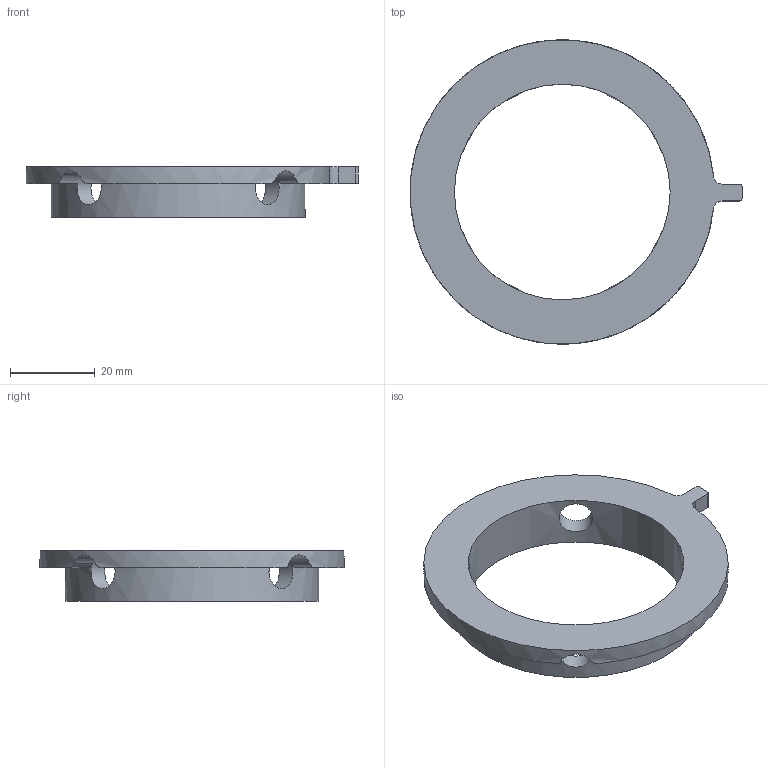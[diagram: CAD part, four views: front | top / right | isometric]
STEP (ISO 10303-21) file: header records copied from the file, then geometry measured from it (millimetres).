
FILE_DESCRIPTION(/* description */ (''),/* implementation_level */ '2;1');
FILE_NAME(/* name */ 'EndstopPin2FV.step',/* time_stamp */ '2020-12-29T11:35:24+01:00',/* author */ (''),/* organization */ (''),/* preprocessor_version */ 'ST-DEVELOPER v18.1',/* originating_system */ 'Autodesk Translation Framework v9.7.0.1280',/* authorisation */ '');
FILE_SCHEMA (('AUTOMOTIVE_DESIGN { 1 0 10303 214 3 1 1 }'));
Length unit declared in the file: millimetre
Products named in the file (1): Endstop Pin
Bounding box: 78.49 x 72 x 12 mm (x, y, z)
Volume: 13168.4 mm3; surface area: 8598.6 mm2
Topology: 1 solids, 1 shells, 27 faces, 98 edges, 69 vertices
Faces by surface type: cylinder 18, plane 9
Full cylindrical faces by diameter (mm): 8 x4, 51 x1, 60 x1
Entity records: 1451 total; most frequent: CARTESIAN_POINT 606, ORIENTED_EDGE 196, DIRECTION 135, EDGE_CURVE 98, VERTEX_POINT 69, AXIS2_PLACEMENT_3D 50, B_SPLINE_CURVE_WITH_KNOTS 41, LINE 35
